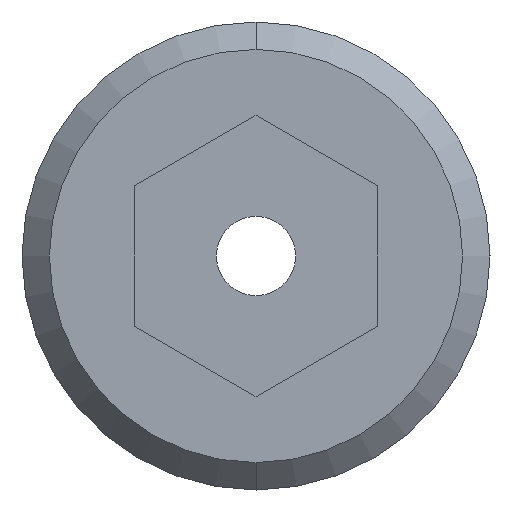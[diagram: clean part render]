
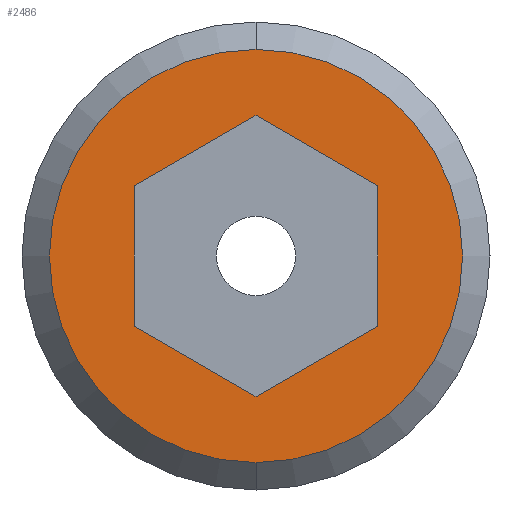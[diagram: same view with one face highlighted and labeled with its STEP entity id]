
A CAD part, left-side view. The second image highlights one B-rep face of the part: STEP entity #2486.
In plain terms, the highlighted planar face has unit normal (-1, 0, 0).
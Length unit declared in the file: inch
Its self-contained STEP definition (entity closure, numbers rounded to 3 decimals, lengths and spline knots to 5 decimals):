
#1090=CARTESIAN_POINT('',(-0.188,0.,0.));
#1091=DIRECTION('',(-1.,0.,0.));
#1092=DIRECTION('',(0.,1.,0.));
#1093=AXIS2_PLACEMENT_3D('',#1090,#1091,#1092);
#1108=DIRECTION('',(0.,0.5,0.866));
#1109=VECTOR('',#1108,0.09238);
#1110=CARTESIAN_POINT('',(-0.188,0.04619,-0.08));
#1111=LINE('',#1110,#1109);
#1112=DIRECTION('',(0.,1.,0.));
#1113=VECTOR('',#1112,0.09238);
#1114=CARTESIAN_POINT('',(-0.188,-0.04619,-0.08));
#1115=LINE('',#1114,#1113);
#1116=DIRECTION('',(0.,0.5,-0.866));
#1117=VECTOR('',#1116,0.09238);
#1118=CARTESIAN_POINT('',(-0.188,-0.09238,0.));
#1119=LINE('',#1118,#1117);
#1120=DIRECTION('',(0.,-0.5,-0.866));
#1121=VECTOR('',#1120,0.09238);
#1122=CARTESIAN_POINT('',(-0.188,-0.04619,0.08));
#1123=LINE('',#1122,#1121);
#1124=DIRECTION('',(0.,-1.,0.));
#1125=VECTOR('',#1124,0.09238);
#1126=CARTESIAN_POINT('',(-0.188,0.04619,0.08));
#1127=LINE('',#1126,#1125);
#1128=DIRECTION('',(0.,-0.5,0.866));
#1129=VECTOR('',#1128,0.09238);
#1130=CARTESIAN_POINT('',(-0.188,0.09238,0.));
#1131=LINE('',#1130,#1129);
#1132=CARTESIAN_POINT('',(-0.188,0.,0.));
#1133=DIRECTION('',(1.,0.,0.));
#1134=DIRECTION('',(0.,1.,0.));
#1135=AXIS2_PLACEMENT_3D('',#1132,#1133,#1134);
#1244=CARTESIAN_POINT('',(-0.188,0.13575,0.));
#1245=CARTESIAN_POINT('',(-0.188,-0.13575,0.));
#1246=VERTEX_POINT('',#1244);
#1247=VERTEX_POINT('',#1245);
#1264=CARTESIAN_POINT('',(-0.188,0.04619,-0.08));
#1265=CARTESIAN_POINT('',(-0.188,0.09238,0.));
#1266=VERTEX_POINT('',#1264);
#1267=VERTEX_POINT('',#1265);
#1268=CARTESIAN_POINT('',(-0.188,-0.04619,-0.08));
#1269=VERTEX_POINT('',#1268);
#1270=CARTESIAN_POINT('',(-0.188,-0.09238,0.));
#1271=VERTEX_POINT('',#1270);
#1272=CARTESIAN_POINT('',(-0.188,-0.04619,0.08));
#1273=VERTEX_POINT('',#1272);
#1274=CARTESIAN_POINT('',(-0.188,0.04619,0.08));
#1275=VERTEX_POINT('',#1274);
#2462=CARTESIAN_POINT('',(-0.188,0.,0.));
#2463=DIRECTION('',(1.,0.,0.));
#2464=DIRECTION('',(0.,-1.,0.));
#2465=AXIS2_PLACEMENT_3D('',#2462,#2463,#2464);
#2466=PLANE('',#2465);
#2467=ORIENTED_EDGE('',*,*,#2452,.F.);
#2469=ORIENTED_EDGE('',*,*,#2468,.T.);
#2470=EDGE_LOOP('',(#2467,#2469));
#2471=FACE_OUTER_BOUND('',#2470,.F.);
#2473=ORIENTED_EDGE('',*,*,#2472,.F.);
#2475=ORIENTED_EDGE('',*,*,#2474,.F.);
#2477=ORIENTED_EDGE('',*,*,#2476,.F.);
#2479=ORIENTED_EDGE('',*,*,#2478,.F.);
#2481=ORIENTED_EDGE('',*,*,#2480,.F.);
#2483=ORIENTED_EDGE('',*,*,#2482,.F.);
#2484=EDGE_LOOP('',(#2473,#2475,#2477,#2479,#2481,#2483));
#2485=FACE_BOUND('',#2484,.F.);
#1094=CIRCLE('',#1093,0.13575);
#1136=CIRCLE('',#1135,0.13575);
#2452=EDGE_CURVE('',#1246,#1247,#1094,.T.);
#2468=EDGE_CURVE('',#1246,#1247,#1136,.T.);
#2472=EDGE_CURVE('',#1266,#1267,#1111,.T.);
#2474=EDGE_CURVE('',#1269,#1266,#1115,.T.);
#2476=EDGE_CURVE('',#1271,#1269,#1119,.T.);
#2478=EDGE_CURVE('',#1273,#1271,#1123,.T.);
#2480=EDGE_CURVE('',#1275,#1273,#1127,.T.);
#2482=EDGE_CURVE('',#1267,#1275,#1131,.T.);
#2486=ADVANCED_FACE('',(#2471,#2485),#2466,.F.);
